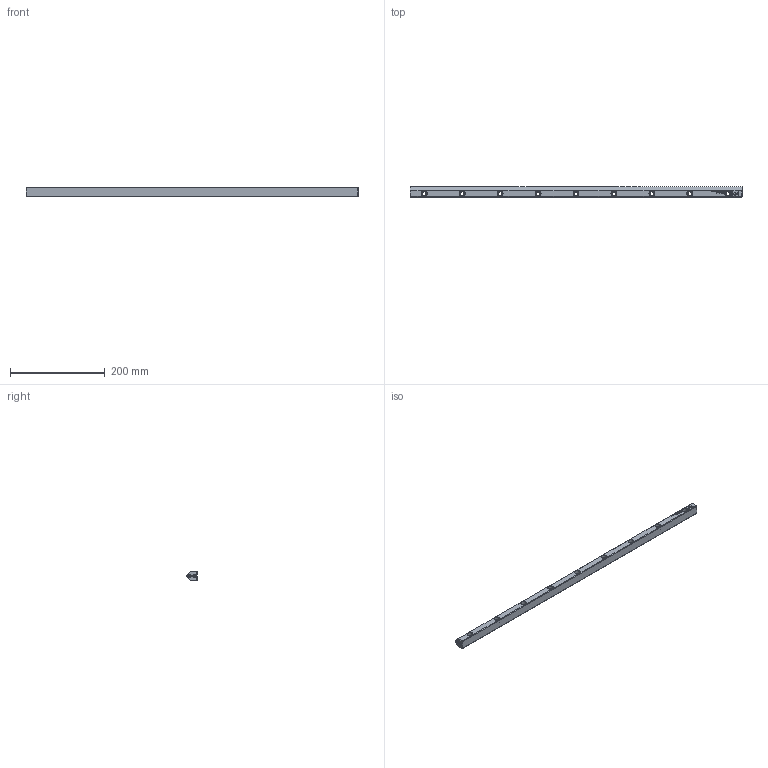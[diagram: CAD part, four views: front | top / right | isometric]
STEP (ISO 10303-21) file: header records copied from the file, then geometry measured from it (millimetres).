
FILE_DESCRIPTION(/* description */ (''),/* implementation_level */ '2;1');
FILE_NAME(/* name */ 'Rail V-4020x700.stp',/* time_stamp */ '2025-01-29T14:47:02+01:00',/* author */ (''),/* organization */ (''),/* preprocessor_version */ 'ST-DEVELOPER v16.7',/* originating_system */ 'SIEMENS PLM Software NX 12.0',/* authorisation */ '');
FILE_SCHEMA (('AUTOMOTIVE_DESIGN { 1 0 10303 214 3 1 1 1 }'));
Length unit declared in the file: millimetre
Products named in the file (1): Rail V-4020x700_step_stp
Bounding box: 700 x 22 x 20 mm (x, y, z)
Volume: 243222.9 mm3; surface area: 56141.9 mm2
Topology: 1 solids, 1 shells, 371 faces, 991 edges, 655 vertices
Faces by surface type: plane 233, bspline 90, cone 26, cylinder 22
Full cylindrical faces by diameter (mm): 4.2 x4, 7.5 x9, 11.5 x9
Entity records: 13608 total; most frequent: CARTESIAN_POINT 3226, ORIENTED_EDGE 1842, DIRECTION 1362, EDGE_CURVE 921, LINE 648, VECTOR 648, VERTEX_POINT 637, EDGE_LOOP 470
